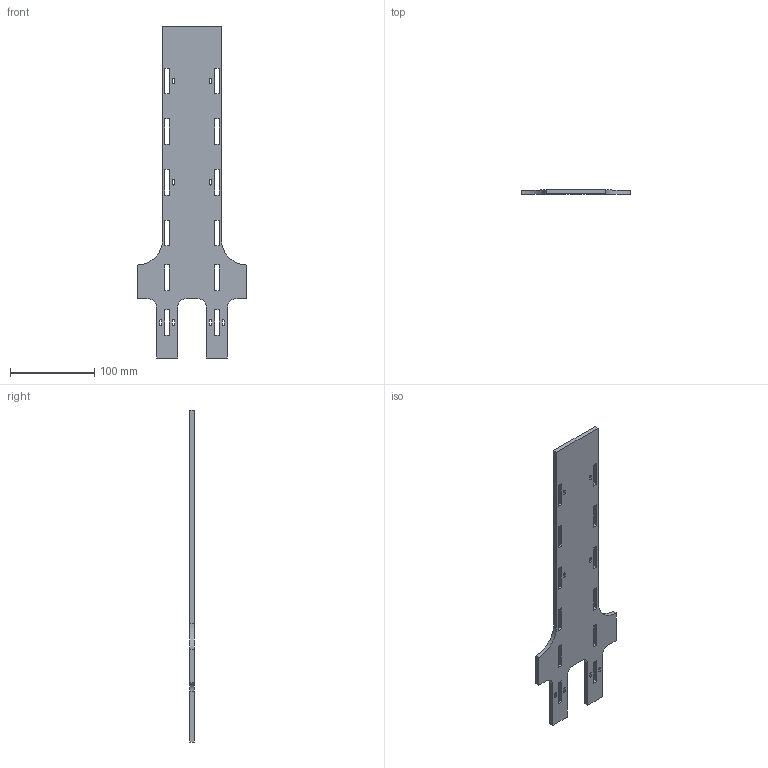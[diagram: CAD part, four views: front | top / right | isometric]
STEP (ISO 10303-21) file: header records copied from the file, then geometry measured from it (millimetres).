
FILE_DESCRIPTION(/* description */ (''),/* implementation_level */ '2;1');
FILE_NAME(/* name */ 'Oxygen Maker V2 Plancha.step',/* time_stamp */ '2020-03-22T22:52:49+01:00',/* author */ (''),/* organization */ (''),/* preprocessor_version */ 'ST-DEVELOPER v18',/* originating_system */ 'Autodesk Translation Framework v8.12.0.6',/* authorisation */ '');
FILE_SCHEMA (('AUTOMOTIVE_DESIGN { 1 0 10303 214 3 1 1 }'));
Length unit declared in the file: millimetre
Products named in the file (1): Oxygen Maker V2
Bounding box: 130 x 5 x 393 mm (x, y, z)
Volume: 134464.7 mm3; surface area: 64431.4 mm2
Topology: 1 solids, 1 shells, 102 faces, 300 edges, 200 vertices
Faces by surface type: plane 80, cylinder 22
Entity records: 3481 total; most frequent: CARTESIAN_POINT 603, ORIENTED_EDGE 600, DIRECTION 550, EDGE_CURVE 300, LINE 256, VECTOR 256, VERTEX_POINT 200, AXIS2_PLACEMENT_3D 147
